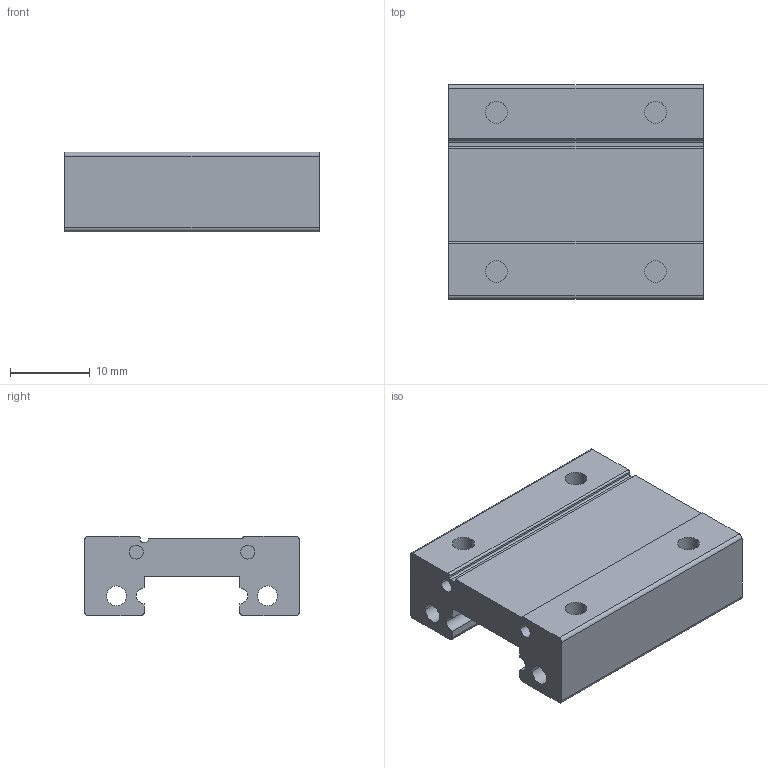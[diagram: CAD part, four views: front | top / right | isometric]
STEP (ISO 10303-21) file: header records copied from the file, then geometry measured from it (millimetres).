
FILE_DESCRIPTION (( 'STEP AP214' ), '1' );
FILE_NAME ('Main Block.STEP', '2018-09-02T12:35:37', ( '' ), ( '' ), 'SwSTEP 2.0', 'SolidWorks 2018', '' );
FILE_SCHEMA (( 'AUTOMOTIVE_DESIGN' ));
Length unit declared in the file: millimetre
Products named in the file (1): Main Block
Bounding box: 32 x 27 x 10 mm (x, y, z)
Volume: 6010 mm3; surface area: 3924.7 mm2
Topology: 1 solids, 1 shells, 59 faces, 147 edges, 98 vertices
Faces by surface type: cylinder 34, plane 25
Entity records: 1831 total; most frequent: DIRECTION 335, CARTESIAN_POINT 305, ORIENTED_EDGE 294, EDGE_CURVE 147, AXIS2_PLACEMENT_3D 128, VERTEX_POINT 98, VECTOR 79, LINE 79
